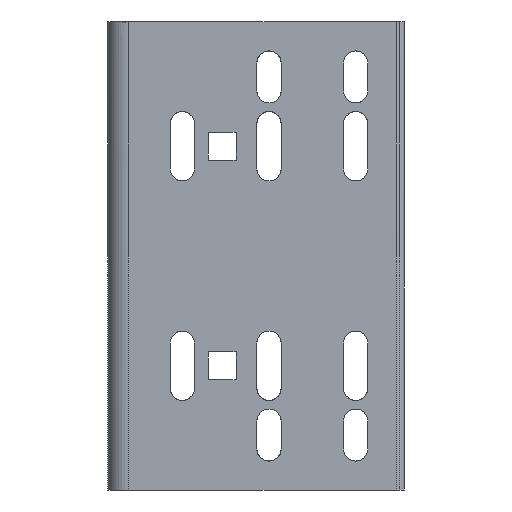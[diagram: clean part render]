
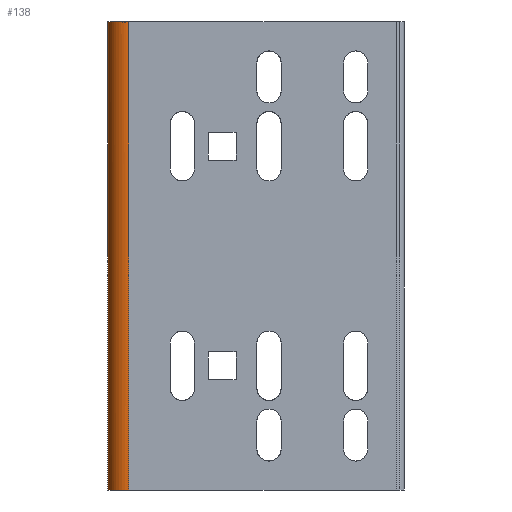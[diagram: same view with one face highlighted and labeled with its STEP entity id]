
A CAD part, left-side view. The second image highlights one B-rep face of the part: STEP entity #138.
In plain terms, the highlighted free-form (B-spline) face has degree [2, 1] with [9, 2] control points.
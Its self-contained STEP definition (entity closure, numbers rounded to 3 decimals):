
#138=ADVANCED_FACE('',(#394),#4621,.T.);
#394=FACE_OUTER_BOUND('',#740,.T.);
#740=EDGE_LOOP('',(#1500,#1501,#1502,#1503));
#1500=ORIENTED_EDGE('',*,*,#2757,.F.);
#1501=ORIENTED_EDGE('',*,*,#2760,.F.);
#1502=ORIENTED_EDGE('',*,*,#2761,.T.);
#1503=ORIENTED_EDGE('',*,*,#2762,.F.);
#2757=EDGE_CURVE('',#4351,#4182,#3872,.T.);
#2760=EDGE_CURVE('',#4350,#4351,#3347,.T.);
#2761=EDGE_CURVE('',#4350,#4183,#3348,.T.);
#2762=EDGE_CURVE('',#4182,#4183,#3349,.T.);
#3347=(
BOUNDED_CURVE()
B_SPLINE_CURVE(2,(#8280,#8281,#8282,#8283,#8284),.UNSPECIFIED.,.F.,.F.)
B_SPLINE_CURVE_WITH_KNOTS((3,2,3),(0.,9.425,18.85),
 .UNSPECIFIED.)
CURVE()
GEOMETRIC_REPRESENTATION_ITEM()
RATIONAL_B_SPLINE_CURVE((1.,0.707,1.,0.707,1.))
REPRESENTATION_ITEM('')
);
#3348=(
BOUNDED_CURVE()
B_SPLINE_CURVE(1,(#8285,#8286),.UNSPECIFIED.,.F.,.F.)
B_SPLINE_CURVE_WITH_KNOTS((2,2),(0.,135.),.UNSPECIFIED.)
CURVE()
GEOMETRIC_REPRESENTATION_ITEM()
RATIONAL_B_SPLINE_CURVE((1.,1.))
REPRESENTATION_ITEM('')
);
#3349=(
BOUNDED_CURVE()
B_SPLINE_CURVE(2,(#8287,#8288,#8289,#8290,#8291),.UNSPECIFIED.,.F.,.F.)
B_SPLINE_CURVE_WITH_KNOTS((3,2,3),(0.,9.425,18.85),
 .UNSPECIFIED.)
CURVE()
GEOMETRIC_REPRESENTATION_ITEM()
RATIONAL_B_SPLINE_CURVE((1.,0.707,1.,0.707,1.))
REPRESENTATION_ITEM('')
);
#3872=B_SPLINE_CURVE_WITH_KNOTS('',1,(#8274,#8275),.UNSPECIFIED.,.F.,.F.,
(2,2),(-135.,0.),.UNSPECIFIED.);
#4182=VERTEX_POINT('',#7268);
#4183=VERTEX_POINT('',#7269);
#4350=VERTEX_POINT('',#7436);
#4351=VERTEX_POINT('',#7437);
#4621=(
BOUNDED_SURFACE()
B_SPLINE_SURFACE(2,1,((#5117,#5118),(#5119,#5120),(#5121,#5122),(#5123,
#5124),(#5125,#5126),(#5127,#5128),(#5129,#5130),(#5131,#5132),(#5133,#5134)),
 .UNSPECIFIED.,.T.,.F.,.F.)
B_SPLINE_SURFACE_WITH_KNOTS((3,2,2,2,3),(2,2),(0.,1.571,3.142,
4.712,6.283),(0.,162.6),.UNSPECIFIED.)
GEOMETRIC_REPRESENTATION_ITEM()
RATIONAL_B_SPLINE_SURFACE(((1.,1.),(0.707,0.707),
(1.,1.),(0.707,0.707),(1.,1.),(0.707,
0.707),(1.,1.),(0.707,0.707),(1.,1.)))
REPRESENTATION_ITEM('')
SURFACE()
);
#5117=CARTESIAN_POINT('',(-294.,73.5,-81.3));
#5118=CARTESIAN_POINT('',(-294.,73.5,81.3));
#5119=CARTESIAN_POINT('',(-288.,73.5,-81.3));
#5120=CARTESIAN_POINT('',(-288.,73.5,81.3));
#5121=CARTESIAN_POINT('',(-288.,79.5,-81.3));
#5122=CARTESIAN_POINT('',(-288.,79.5,81.3));
#5123=CARTESIAN_POINT('',(-288.,85.5,-81.3));
#5124=CARTESIAN_POINT('',(-288.,85.5,81.3));
#5125=CARTESIAN_POINT('',(-294.,85.5,-81.3));
#5126=CARTESIAN_POINT('',(-294.,85.5,81.3));
#5127=CARTESIAN_POINT('',(-300.,85.5,-81.3));
#5128=CARTESIAN_POINT('',(-300.,85.5,81.3));
#5129=CARTESIAN_POINT('',(-300.,79.5,-81.3));
#5130=CARTESIAN_POINT('',(-300.,79.5,81.3));
#5131=CARTESIAN_POINT('',(-300.,73.5,-81.3));
#5132=CARTESIAN_POINT('',(-300.,73.5,81.3));
#5133=CARTESIAN_POINT('',(-294.,73.5,-81.3));
#5134=CARTESIAN_POINT('',(-294.,73.5,81.3));
#7268=CARTESIAN_POINT('',(-288.,79.5,67.5));
#7269=CARTESIAN_POINT('',(-300.,79.5,67.5));
#7436=CARTESIAN_POINT('',(-300.,79.5,-67.5));
#7437=CARTESIAN_POINT('',(-288.,79.5,-67.5));
#8274=CARTESIAN_POINT('',(-288.,79.5,-67.5));
#8275=CARTESIAN_POINT('',(-288.,79.5,67.5));
#8280=CARTESIAN_POINT('',(-300.,79.5,-67.5));
#8281=CARTESIAN_POINT('',(-300.,85.5,-67.5));
#8282=CARTESIAN_POINT('',(-294.,85.5,-67.5));
#8283=CARTESIAN_POINT('',(-288.,85.5,-67.5));
#8284=CARTESIAN_POINT('',(-288.,79.5,-67.5));
#8285=CARTESIAN_POINT('',(-300.,79.5,-67.5));
#8286=CARTESIAN_POINT('',(-300.,79.5,67.5));
#8287=CARTESIAN_POINT('',(-288.,79.5,67.5));
#8288=CARTESIAN_POINT('',(-288.,85.5,67.5));
#8289=CARTESIAN_POINT('',(-294.,85.5,67.5));
#8290=CARTESIAN_POINT('',(-300.,85.5,67.5));
#8291=CARTESIAN_POINT('',(-300.,79.5,67.5));
